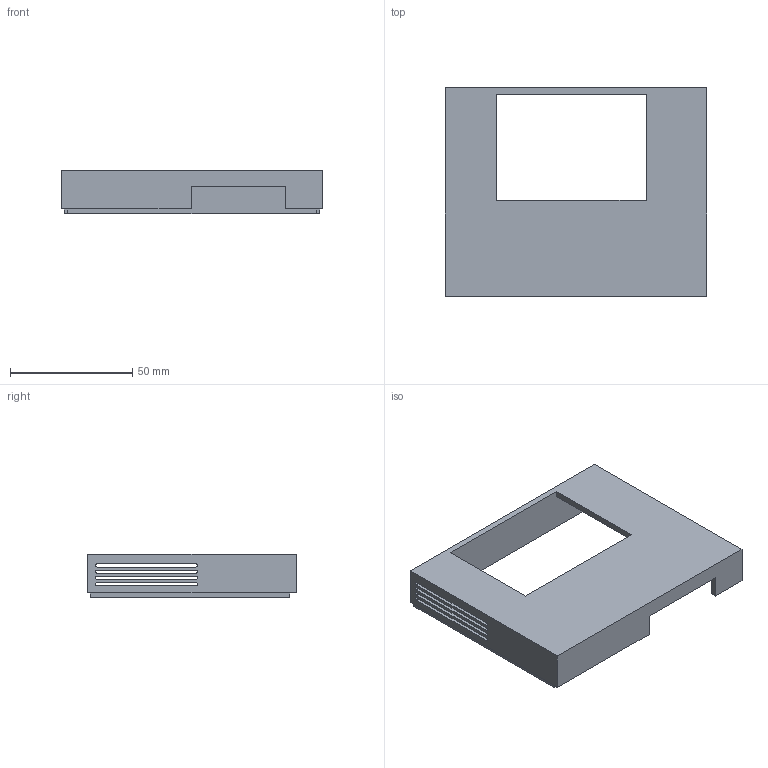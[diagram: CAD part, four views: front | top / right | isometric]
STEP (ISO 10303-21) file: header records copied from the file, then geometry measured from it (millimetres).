
FILE_DESCRIPTION (( 'STEP AP203' ), '1' );
FILE_NAME ('jnano_case_top.STEP', '2021-04-01T06:22:30', ( '' ), ( '' ), 'SwSTEP 2.0', 'SolidWorks 2020', '' );
FILE_SCHEMA (( 'CONFIG_CONTROL_DESIGN' ));
Length unit declared in the file: millimetre
Products named in the file (1): jnano_case_top
Bounding box: 106.68 x 85.09 x 17.75 mm (x, y, z)
Volume: 27643.9 mm3; surface area: 25471.3 mm2
Topology: 1 solids, 1 shells, 55 faces, 160 edges, 106 vertices
Faces by surface type: plane 39, cylinder 16
Entity records: 1923 total; most frequent: CARTESIAN_POINT 322, ORIENTED_EDGE 320, DIRECTION 304, EDGE_CURVE 160, LINE 128, VECTOR 128, VERTEX_POINT 106, AXIS2_PLACEMENT_3D 88
